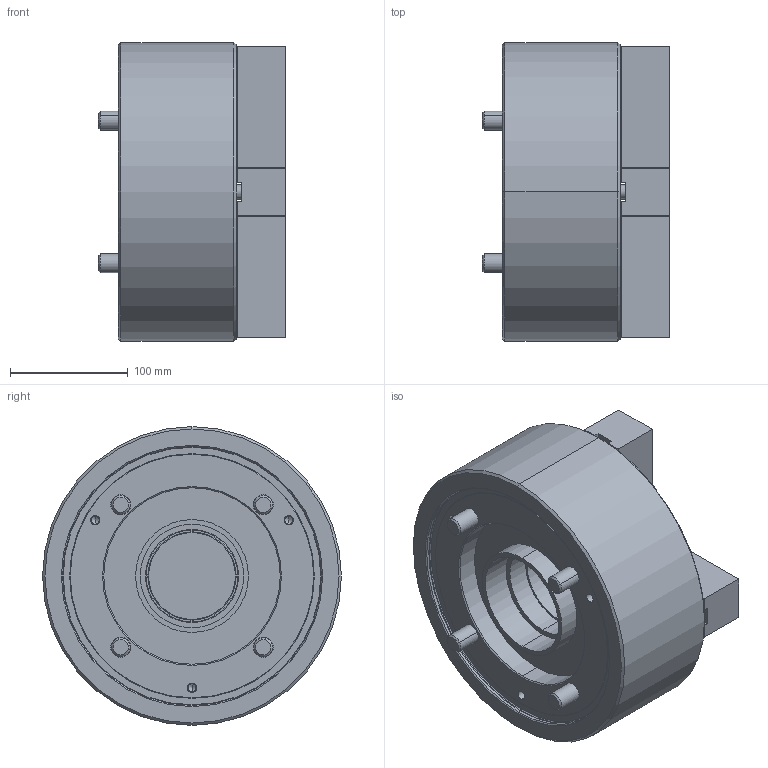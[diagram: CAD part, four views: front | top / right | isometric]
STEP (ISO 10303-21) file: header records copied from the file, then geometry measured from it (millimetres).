
FILE_DESCRIPTION (( 'STEP AP203' ), '1' );
FILE_NAME ('CF-4H-10.STEP', '2019-12-25T06:09:43', ( 'temp' ), ( '' ), 'SwSTEP 2.0', 'SolidWorks 2016', '' );
FILE_SCHEMA (( 'CONFIG_CONTROL_DESIGN' ));
Length unit declared in the file: metre
Products named in the file (9): CF-4H-10-05000; SJ-10; 半圓頭六角孔螺栓_M6x12; 圓頭內六角螺栓_M12x30; 圓頭內六角螺栓_M16x100; CF-4H-10; CF-4H-10-01000; CF-4H-10-02000; CF-4H-10-08000
Assembly tree (24 placements, depth 2):
  CF-4H-10
    CF-4H-10-01000
    CF-4H-10-02000
    CF-4H-10-08000
    CF-4H-10-05000
    SJ-10  x4
    半圓頭六角孔螺栓_M6x12  x4
    圓頭內六角螺栓_M12x30  x8
    圓頭內六角螺栓_M16x100  x4
Bounding box: 159 x 254 x 254 mm (x, y, z)
Volume: 4663775.7 mm3; surface area: 500625.2 mm2
Topology: 24 solids, 24 shells, 3020 faces, 8558 edges, 5620 vertices
Faces by surface type: plane 2098, cylinder 776, cone 128, torus 18
Entity records: 28303 total; most frequent: CARTESIAN_POINT 5657, ORIENTED_EDGE 4692, DIRECTION 4126, EDGE_CURVE 2346, VECTOR 1740, LINE 1740, VERTEX_POINT 1540, AXIS2_PLACEMENT_3D 1193
